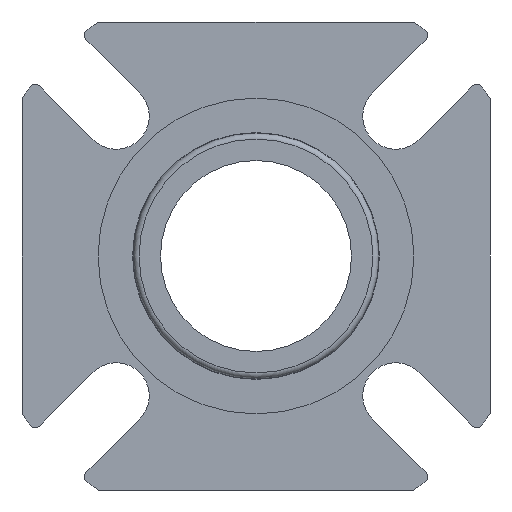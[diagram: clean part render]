
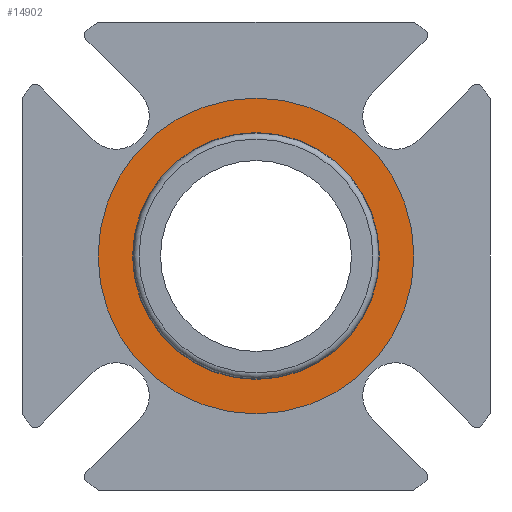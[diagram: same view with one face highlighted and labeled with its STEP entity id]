
A CAD part, left-side view. The second image highlights one B-rep face of the part: STEP entity #14902.
In plain terms, the highlighted planar face has unit normal (-1, 0, 0).
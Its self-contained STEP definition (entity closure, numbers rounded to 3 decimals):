
#3213=PLANE('',#16292);
#7607=ORIENTED_EDGE('',*,*,#9820,.T.);
#7608=ORIENTED_EDGE('',*,*,#9819,.T.);
#9819=EDGE_CURVE('',#11210,#11210,#11846,.T.);
#9820=EDGE_CURVE('',#11211,#11211,#11847,.T.);
#11210=VERTEX_POINT('',#29602);
#11211=VERTEX_POINT('',#29605);
#11846=CIRCLE('',#16291,42.);
#11847=CIRCLE('',#16293,32.817);
#12789=EDGE_LOOP('',(#7607));
#12790=EDGE_LOOP('',(#7608));
#13741=FACE_BOUND('',#12789,.T.);
#13742=FACE_BOUND('',#12790,.T.);
#14902=ADVANCED_FACE('',(#13741,#13742),#3213,.F.);
#16291=AXIS2_PLACEMENT_3D('',#29601,#20075,#20076);
#16292=AXIS2_PLACEMENT_3D('',#29603,#20077,#20078);
#16293=AXIS2_PLACEMENT_3D('',#29604,#20079,#20080);
#20075=DIRECTION('',(-1.,0.,0.));
#20076=DIRECTION('',(0.,0.,1.));
#20077=DIRECTION('',(1.,0.,0.));
#20078=DIRECTION('',(0.,0.,-1.));
#20079=DIRECTION('',(1.,0.,0.));
#20080=DIRECTION('',(0.,0.,-1.));
#29601=CARTESIAN_POINT('',(0.127,0.,0.));
#29602=CARTESIAN_POINT('',(0.127,0.,42.));
#29603=CARTESIAN_POINT('',(0.127,0.,42.));
#29604=CARTESIAN_POINT('',(0.127,0.,0.));
#29605=CARTESIAN_POINT('',(0.127,0.,-32.817));
